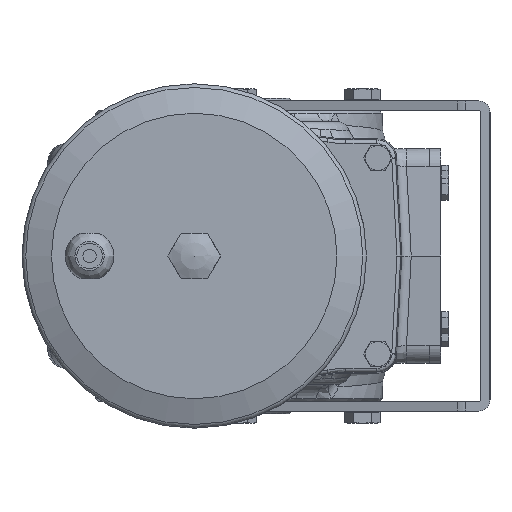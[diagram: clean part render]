
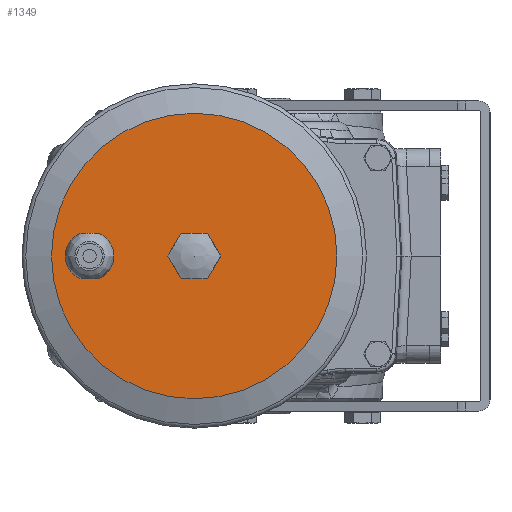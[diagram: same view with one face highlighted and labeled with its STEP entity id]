
A CAD part, left-side view. The second image highlights one B-rep face of the part: STEP entity #1349.
In plain terms, the highlighted planar face has unit normal (-1, 0, 0).
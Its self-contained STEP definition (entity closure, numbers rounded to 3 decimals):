
#1349 = ADVANCED_FACE( '', ( #3654, #3655, #3656 ), #3657, .T. );
#3654 = FACE_BOUND( '', #9717, .T. );
#3655 = FACE_OUTER_BOUND( '', #9718, .T. );
#3656 = FACE_BOUND( '', #9719, .T. );
#3657 = PLANE( '', #9720 );
#9717 = EDGE_LOOP( '', ( #22166, #22167, #22168, #22169 ) );
#9718 = EDGE_LOOP( '', ( #22170 ) );
#9719 = EDGE_LOOP( '', ( #22171, #22172, #22173, #22174, #22175, #22176 ) );
#9720 = AXIS2_PLACEMENT_3D( '', #22177, #22178, #22179 );
#22166 = ORIENTED_EDGE( '', *, *, #29835, .F. );
#22167 = ORIENTED_EDGE( '', *, *, #29836, .F. );
#22168 = ORIENTED_EDGE( '', *, *, #29837, .F. );
#22169 = ORIENTED_EDGE( '', *, *, #29838, .T. );
#22170 = ORIENTED_EDGE( '', *, *, #29839, .T. );
#22171 = ORIENTED_EDGE( '', *, *, #29840, .T. );
#22172 = ORIENTED_EDGE( '', *, *, #29841, .T. );
#22173 = ORIENTED_EDGE( '', *, *, #29842, .T. );
#22174 = ORIENTED_EDGE( '', *, *, #29843, .T. );
#22175 = ORIENTED_EDGE( '', *, *, #29844, .T. );
#22176 = ORIENTED_EDGE( '', *, *, #29845, .T. );
#22177 = CARTESIAN_POINT( '', ( -623.9, 98.4, 0. ) );
#22178 = DIRECTION( '', ( -1., 0., 0. ) );
#22179 = DIRECTION( '', ( 0., 1., 0. ) );
#29835 = EDGE_CURVE( '', #33446, #33447, #33448, .T. );
#29836 = EDGE_CURVE( '', #33449, #33446, #33450, .T. );
#29837 = EDGE_CURVE( '', #33451, #33449, #33452, .T. );
#29838 = EDGE_CURVE( '', #33451, #33447, #33453, .T. );
#29839 = EDGE_CURVE( '', #33454, #33454, #33455, .T. );
#29840 = EDGE_CURVE( '', #33456, #33457, #33458, .T. );
#29841 = EDGE_CURVE( '', #33457, #33459, #33460, .T. );
#29842 = EDGE_CURVE( '', #33459, #33461, #33462, .T. );
#29843 = EDGE_CURVE( '', #33461, #33463, #33464, .T. );
#29844 = EDGE_CURVE( '', #33463, #33465, #33466, .T. );
#29845 = EDGE_CURVE( '', #33465, #33456, #33467, .T. );
#33446 = VERTEX_POINT( '', #39061 );
#33447 = VERTEX_POINT( '', #39062 );
#33448 = CIRCLE( '', #39063, 12.8 );
#33449 = VERTEX_POINT( '', #39064 );
#33450 = LINE( '', #39065, #39066 );
#33451 = VERTEX_POINT( '', #39067 );
#33452 = CIRCLE( '', #39068, 12.8 );
#33453 = LINE( '', #39069, #39070 );
#33454 = VERTEX_POINT( '', #39071 );
#33455 = CIRCLE( '', #39072, 75. );
#33456 = VERTEX_POINT( '', #39073 );
#33457 = VERTEX_POINT( '', #39074 );
#33458 = LINE( '', #39075, #39076 );
#33459 = VERTEX_POINT( '', #39077 );
#33460 = LINE( '', #39078, #39079 );
#33461 = VERTEX_POINT( '', #39080 );
#33462 = LINE( '', #39081, #39082 );
#33463 = VERTEX_POINT( '', #39083 );
#33464 = LINE( '', #39084, #39085 );
#33465 = VERTEX_POINT( '', #39086 );
#33466 = LINE( '', #39087, #39088 );
#33467 = LINE( '', #39089, #39090 );
#39061 = CARTESIAN_POINT( '', ( -623.9, 73.946, -12. ) );
#39062 = CARTESIAN_POINT( '', ( -623.9, 73.946, 12. ) );
#39063 = AXIS2_PLACEMENT_3D( '', #47075, #47076, #47077 );
#39064 = CARTESIAN_POINT( '', ( -623.9, 82.854, -12. ) );
#39065 = CARTESIAN_POINT( '', ( -623.9, 82.854, -12. ) );
#39066 = VECTOR( '', #47078, 1000. );
#39067 = CARTESIAN_POINT( '', ( -623.9, 82.854, 12. ) );
#39068 = AXIS2_PLACEMENT_3D( '', #47079, #47080, #47081 );
#39069 = CARTESIAN_POINT( '', ( -623.9, 82.854, 12. ) );
#39070 = VECTOR( '', #47082, 1000. );
#39071 = CARTESIAN_POINT( '', ( -623.9, 98.4, 0. ) );
#39072 = AXIS2_PLACEMENT_3D( '', #47083, #47084, #47085 );
#39073 = CARTESIAN_POINT( '', ( -623.9, 16.472, 12. ) );
#39074 = CARTESIAN_POINT( '', ( -623.9, 9.544, 0. ) );
#39075 = CARTESIAN_POINT( '', ( -623.9, 16.472, 12. ) );
#39076 = VECTOR( '', #47086, 1000. );
#39077 = CARTESIAN_POINT( '', ( -623.9, 16.472, -12. ) );
#39078 = CARTESIAN_POINT( '', ( -623.9, 9.544, 0. ) );
#39079 = VECTOR( '', #47087, 1000. );
#39080 = CARTESIAN_POINT( '', ( -623.9, 30.328, -12. ) );
#39081 = CARTESIAN_POINT( '', ( -623.9, 16.472, -12. ) );
#39082 = VECTOR( '', #47088, 1000. );
#39083 = CARTESIAN_POINT( '', ( -623.9, 37.256, 0. ) );
#39084 = CARTESIAN_POINT( '', ( -623.9, 30.328, -12. ) );
#39085 = VECTOR( '', #47089, 1000. );
#39086 = CARTESIAN_POINT( '', ( -623.9, 30.328, 12. ) );
#39087 = CARTESIAN_POINT( '', ( -623.9, 37.256, 0. ) );
#39088 = VECTOR( '', #47090, 1000. );
#39089 = CARTESIAN_POINT( '', ( -623.9, 30.328, 12. ) );
#39090 = VECTOR( '', #47091, 1000. );
#47075 = CARTESIAN_POINT( '', ( -623.9, 78.4, 0. ) );
#47076 = DIRECTION( '', ( -1., 0., 0. ) );
#47077 = DIRECTION( '', ( 0., 1., 0. ) );
#47078 = DIRECTION( '', ( 0., -1., 0. ) );
#47079 = CARTESIAN_POINT( '', ( -623.9, 78.4, 0. ) );
#47080 = DIRECTION( '', ( -1., 0., 0. ) );
#47081 = DIRECTION( '', ( 0., 1., 0. ) );
#47082 = DIRECTION( '', ( 0., -1., 0. ) );
#47083 = CARTESIAN_POINT( '', ( -623.9, 23.4, 0. ) );
#47084 = DIRECTION( '', ( -1., 0., 0. ) );
#47085 = DIRECTION( '', ( 0., 1., 0. ) );
#47086 = DIRECTION( '', ( 0., -0.5, -0.866 ) );
#47087 = DIRECTION( '', ( 0., 0.5, -0.866 ) );
#47088 = DIRECTION( '', ( 0., 1., 0. ) );
#47089 = DIRECTION( '', ( 0., 0.5, 0.866 ) );
#47090 = DIRECTION( '', ( 0., -0.5, 0.866 ) );
#47091 = DIRECTION( '', ( 0., -1., 0. ) );
